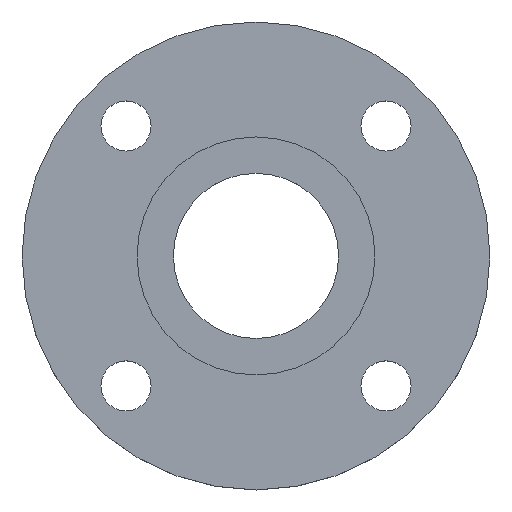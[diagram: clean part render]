
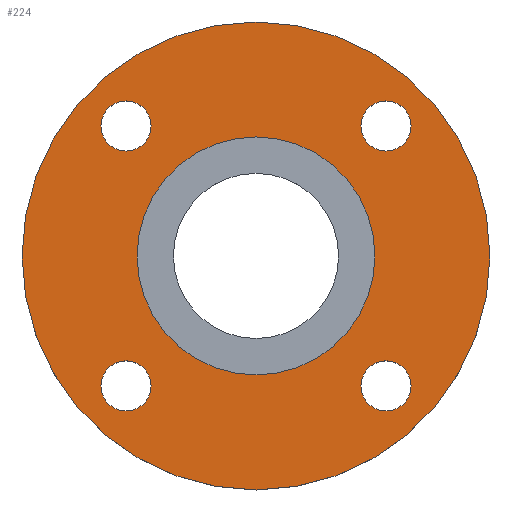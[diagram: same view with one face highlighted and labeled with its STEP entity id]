
A CAD part, top view. The second image highlights one B-rep face of the part: STEP entity #224.
In plain terms, the highlighted planar face has unit normal (0, 0, 1).
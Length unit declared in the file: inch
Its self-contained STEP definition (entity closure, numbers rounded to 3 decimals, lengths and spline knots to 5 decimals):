
#5 = DIRECTION ( 'NONE',  ( 1., 0., 0. ) ) ;
#13 = VERTEX_POINT ( 'NONE', #488 ) ;
#17 = ORIENTED_EDGE ( 'NONE', *, *, #634, .F. ) ;
#26 = DIRECTION ( 'NONE',  ( 0., 1., 0. ) ) ;
#27 = CARTESIAN_POINT ( 'NONE',  ( 0., 0., -0.0625 ) ) ;
#48 = AXIS2_PLACEMENT_3D ( 'NONE', #298, #768, #776 ) ;
#50 = VERTEX_POINT ( 'NONE', #251 ) ;
#59 = EDGE_CURVE ( 'NONE', #570, #460, #64, .T. ) ;
#64 = CIRCLE ( 'NONE', #236, 3.5 ) ;
#81 = AXIS2_PLACEMENT_3D ( 'NONE', #212, #334, #633 ) ;
#96 = FACE_BOUND ( 'NONE', #220, .T. ) ;
#100 = CARTESIAN_POINT ( 'NONE',  ( 1.94454, -1.94454, -0.0625 ) ) ;
#114 = ORIENTED_EDGE ( 'NONE', *, *, #783, .T. ) ;
#125 = CARTESIAN_POINT ( 'NONE',  ( 0., 0., -0.0625 ) ) ;
#129 = CARTESIAN_POINT ( 'NONE',  ( -1.94454, -1.94454, -0.0625 ) ) ;
#135 = CARTESIAN_POINT ( 'NONE',  ( 2.31954, 1.94454, -0.0625 ) ) ;
#143 = DIRECTION ( 'NONE',  ( 0., 0., 1. ) ) ;
#149 = PLANE ( 'NONE',  #225 ) ;
#151 = ORIENTED_EDGE ( 'NONE', *, *, #644, .F. ) ;
#162 = CARTESIAN_POINT ( 'NONE',  ( 1.56954, 1.94454, -0.0625 ) ) ;
#163 = VERTEX_POINT ( 'NONE', #216 ) ;
#164 = DIRECTION ( 'NONE',  ( 1., 0., 0. ) ) ;
#168 = DIRECTION ( 'NONE',  ( 0., 0., 1. ) ) ;
#171 = DIRECTION ( 'NONE',  ( 0., -1., 0. ) ) ;
#180 = CIRCLE ( 'NONE', #691, 0.375 ) ;
#184 = EDGE_CURVE ( 'NONE', #13, #706, #278, .T. ) ;
#186 = CARTESIAN_POINT ( 'NONE',  ( 1.94454, -2.31954, -0.0625 ) ) ;
#191 = CARTESIAN_POINT ( 'NONE',  ( 3.5, 0., -0.0625 ) ) ;
#212 = CARTESIAN_POINT ( 'NONE',  ( -1.94454, 1.94454, -0.0625 ) ) ;
#216 = CARTESIAN_POINT ( 'NONE',  ( -1.78, 0., -0.0625 ) ) ;
#219 = DIRECTION ( 'NONE',  ( 1., 0., 0. ) ) ;
#220 = EDGE_LOOP ( 'NONE', ( #151, #531 ) ) ;
#224 = ADVANCED_FACE ( 'NONE', ( #758, #699, #582, #96, #639, #470 ), #149, .T. ) ;
#225 = AXIS2_PLACEMENT_3D ( 'NONE', #27, #143, #219 ) ;
#236 = AXIS2_PLACEMENT_3D ( 'NONE', #747, #259, #502 ) ;
#243 = CARTESIAN_POINT ( 'NONE',  ( 1.94454, 1.94454, -0.0625 ) ) ;
#251 = CARTESIAN_POINT ( 'NONE',  ( 1.94454, -1.56954, -0.0625 ) ) ;
#259 = DIRECTION ( 'NONE',  ( 0., 0., 1. ) ) ;
#267 = VERTEX_POINT ( 'NONE', #162 ) ;
#278 = CIRCLE ( 'NONE', #81, 0.375 ) ;
#280 = CARTESIAN_POINT ( 'NONE',  ( 1.94454, 1.94454, -0.0625 ) ) ;
#292 = AXIS2_PLACEMENT_3D ( 'NONE', #125, #418, #5 ) ;
#298 = CARTESIAN_POINT ( 'NONE',  ( -1.94454, -1.94454, -0.0625 ) ) ;
#300 = AXIS2_PLACEMENT_3D ( 'NONE', #100, #168, #411 ) ;
#312 = EDGE_LOOP ( 'NONE', ( #468, #736 ) ) ;
#321 = ORIENTED_EDGE ( 'NONE', *, *, #424, .F. ) ;
#328 = EDGE_CURVE ( 'NONE', #50, #690, #595, .T. ) ;
#332 = EDGE_CURVE ( 'NONE', #446, #163, #567, .T. ) ;
#334 = DIRECTION ( 'NONE',  ( 0., 0., 1. ) ) ;
#336 = ORIENTED_EDGE ( 'NONE', *, *, #657, .F. ) ;
#350 = AXIS2_PLACEMENT_3D ( 'NONE', #536, #461, #26 ) ;
#357 = EDGE_CURVE ( 'NONE', #460, #570, #655, .T. ) ;
#365 = VERTEX_POINT ( 'NONE', #646 ) ;
#372 = DIRECTION ( 'NONE',  ( 0., 0., -1. ) ) ;
#381 = EDGE_LOOP ( 'NONE', ( #336, #631 ) ) ;
#398 = ORIENTED_EDGE ( 'NONE', *, *, #332, .T. ) ;
#411 = DIRECTION ( 'NONE',  ( 0., -1., 0. ) ) ;
#412 = DIRECTION ( 'NONE',  ( 0., 0., 1. ) ) ;
#414 = CARTESIAN_POINT ( 'NONE',  ( 1.94454, -1.94454, -0.0625 ) ) ;
#418 = DIRECTION ( 'NONE',  ( 0., 0., -1. ) ) ;
#422 = DIRECTION ( 'NONE',  ( 1., 0., 0. ) ) ;
#424 = EDGE_CURVE ( 'NONE', #365, #606, #458, .T. ) ;
#446 = VERTEX_POINT ( 'NONE', #593 ) ;
#458 = CIRCLE ( 'NONE', #48, 0.375 ) ;
#460 = VERTEX_POINT ( 'NONE', #191 ) ;
#461 = DIRECTION ( 'NONE',  ( 0., 0., 1. ) ) ;
#468 = ORIENTED_EDGE ( 'NONE', *, *, #357, .T. ) ;
#470 = FACE_OUTER_BOUND ( 'NONE', #312, .T. ) ;
#473 = VERTEX_POINT ( 'NONE', #135 ) ;
#479 = CARTESIAN_POINT ( 'NONE',  ( -2.31954, -1.94454, -0.0625 ) ) ;
#482 = CIRCLE ( 'NONE', #787, 0.375 ) ;
#487 = EDGE_LOOP ( 'NONE', ( #398, #114 ) ) ;
#488 = CARTESIAN_POINT ( 'NONE',  ( -1.94454, 1.56954, -0.0625 ) ) ;
#493 = DIRECTION ( 'NONE',  ( 0., 0., 1. ) ) ;
#497 = DIRECTION ( 'NONE',  ( -1., 0., 0. ) ) ;
#502 = DIRECTION ( 'NONE',  ( 1., 0., 0. ) ) ;
#508 = AXIS2_PLACEMENT_3D ( 'NONE', #414, #615, #171 ) ;
#522 = DIRECTION ( 'NONE',  ( 0., 0., 1. ) ) ;
#524 = ORIENTED_EDGE ( 'NONE', *, *, #694, .F. ) ;
#531 = ORIENTED_EDGE ( 'NONE', *, *, #761, .F. ) ;
#536 = CARTESIAN_POINT ( 'NONE',  ( -1.94454, 1.94454, -0.0625 ) ) ;
#539 = CIRCLE ( 'NONE', #785, 1.78 ) ;
#541 = CARTESIAN_POINT ( 'NONE',  ( 0., 0., -0.0625 ) ) ;
#567 = CIRCLE ( 'NONE', #292, 1.78 ) ;
#570 = VERTEX_POINT ( 'NONE', #641 ) ;
#573 = ORIENTED_EDGE ( 'NONE', *, *, #184, .F. ) ;
#577 = CIRCLE ( 'NONE', #300, 0.375 ) ;
#582 = FACE_BOUND ( 'NONE', #640, .T. ) ;
#593 = CARTESIAN_POINT ( 'NONE',  ( 1.78, 0., -0.0625 ) ) ;
#595 = CIRCLE ( 'NONE', #508, 0.375 ) ;
#606 = VERTEX_POINT ( 'NONE', #479 ) ;
#607 = AXIS2_PLACEMENT_3D ( 'NONE', #668, #412, #610 ) ;
#610 = DIRECTION ( 'NONE',  ( 1., 0., 0. ) ) ;
#615 = DIRECTION ( 'NONE',  ( 0., 0., 1. ) ) ;
#616 = CARTESIAN_POINT ( 'NONE',  ( -1.94454, 2.31954, -0.0625 ) ) ;
#631 = ORIENTED_EDGE ( 'NONE', *, *, #328, .F. ) ;
#633 = DIRECTION ( 'NONE',  ( 0., 1., 0. ) ) ;
#634 = EDGE_CURVE ( 'NONE', #706, #13, #637, .T. ) ;
#637 = CIRCLE ( 'NONE', #350, 0.375 ) ;
#639 = FACE_BOUND ( 'NONE', #487, .T. ) ;
#640 = EDGE_LOOP ( 'NONE', ( #17, #573 ) ) ;
#641 = CARTESIAN_POINT ( 'NONE',  ( -3.5, 0., -0.0625 ) ) ;
#644 = EDGE_CURVE ( 'NONE', #473, #267, #482, .T. ) ;
#646 = CARTESIAN_POINT ( 'NONE',  ( -1.56954, -1.94454, -0.0625 ) ) ;
#655 = CIRCLE ( 'NONE', #607, 3.5 ) ;
#657 = EDGE_CURVE ( 'NONE', #690, #50, #577, .T. ) ;
#658 = DIRECTION ( 'NONE',  ( 0., 0., 1. ) ) ;
#668 = CARTESIAN_POINT ( 'NONE',  ( 0., 0., -0.0625 ) ) ;
#690 = VERTEX_POINT ( 'NONE', #186 ) ;
#691 = AXIS2_PLACEMENT_3D ( 'NONE', #129, #658, #497 ) ;
#694 = EDGE_CURVE ( 'NONE', #606, #365, #180, .T. ) ;
#699 = FACE_BOUND ( 'NONE', #713, .T. ) ;
#704 = AXIS2_PLACEMENT_3D ( 'NONE', #243, #493, #729 ) ;
#706 = VERTEX_POINT ( 'NONE', #616 ) ;
#713 = EDGE_LOOP ( 'NONE', ( #524, #321 ) ) ;
#729 = DIRECTION ( 'NONE',  ( 1., 0., 0. ) ) ;
#736 = ORIENTED_EDGE ( 'NONE', *, *, #59, .T. ) ;
#747 = CARTESIAN_POINT ( 'NONE',  ( 0., 0., -0.0625 ) ) ;
#758 = FACE_BOUND ( 'NONE', #381, .T. ) ;
#761 = EDGE_CURVE ( 'NONE', #267, #473, #774, .T. ) ;
#768 = DIRECTION ( 'NONE',  ( 0., 0., 1. ) ) ;
#774 = CIRCLE ( 'NONE', #704, 0.375 ) ;
#776 = DIRECTION ( 'NONE',  ( -1., 0., 0. ) ) ;
#783 = EDGE_CURVE ( 'NONE', #163, #446, #539, .T. ) ;
#785 = AXIS2_PLACEMENT_3D ( 'NONE', #541, #372, #422 ) ;
#787 = AXIS2_PLACEMENT_3D ( 'NONE', #280, #522, #164 ) ;
